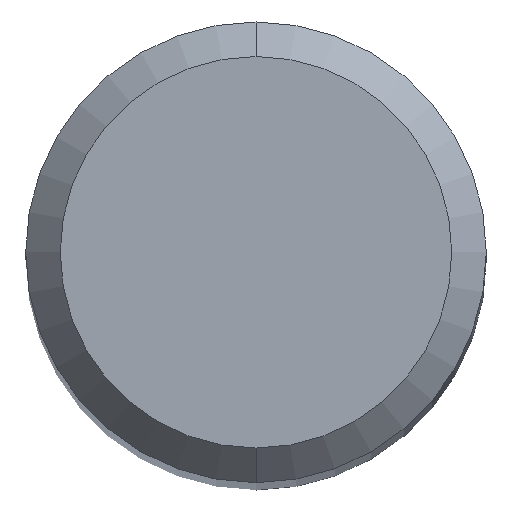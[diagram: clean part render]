
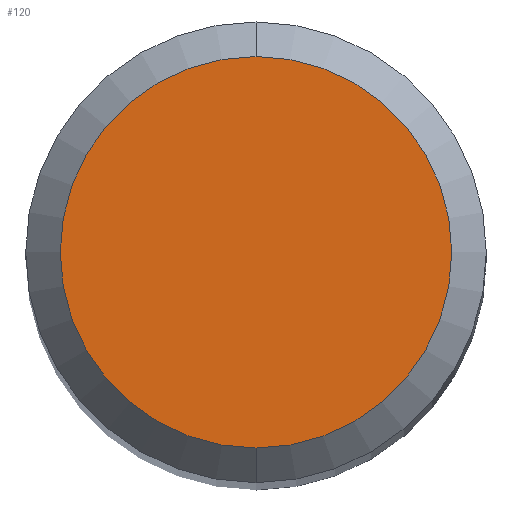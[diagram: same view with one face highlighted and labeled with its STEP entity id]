
A CAD part, top view. The second image highlights one B-rep face of the part: STEP entity #120.
In plain terms, the highlighted planar face has unit normal (0, 0, 1).
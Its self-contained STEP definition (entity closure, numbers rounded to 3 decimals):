
#120=ADVANCED_FACE('',(#287),#288,.T.);
#138=EDGE_CURVE('',#164,#198,#309,.T.);
#164=VERTEX_POINT('',#338);
#198=VERTEX_POINT('',#376);
#234=EDGE_CURVE('',#198,#164,#416,.T.);
#287=FACE_OUTER_BOUND('',#467,.T.);
#288=PLANE('',#468);
#309=CIRCLE('',#491,1.7);
#338=CARTESIAN_POINT('',(0.,-1.7,0.0));
#376=CARTESIAN_POINT('',(0.0,1.7,0.0));
#416=CIRCLE('',#628,1.7);
#467=EDGE_LOOP('',(#675,#676));
#468=AXIS2_PLACEMENT_3D('',#677,#678,#679);
#491=AXIS2_PLACEMENT_3D('',#705,#706,#707);
#628=AXIS2_PLACEMENT_3D('',#838,#839,#840);
#675=ORIENTED_EDGE('',*,*,#234,.F.);
#676=ORIENTED_EDGE('',*,*,#138,.F.);
#677=CARTESIAN_POINT('',(0.0,0.85,0.0));
#678=DIRECTION('',(-0.0,0.0,1.0));
#679=DIRECTION('',(0.0,-1.0,0.0));
#705=CARTESIAN_POINT('',(0.0,0.0,0.0));
#706=DIRECTION('',(0.0,0.0,-1.0));
#707=DIRECTION('',(0.0,1.0,0.0));
#838=CARTESIAN_POINT('',(0.0,0.0,0.0));
#839=DIRECTION('',(0.0,0.0,-1.0));
#840=DIRECTION('',(0.0,1.0,0.0));
